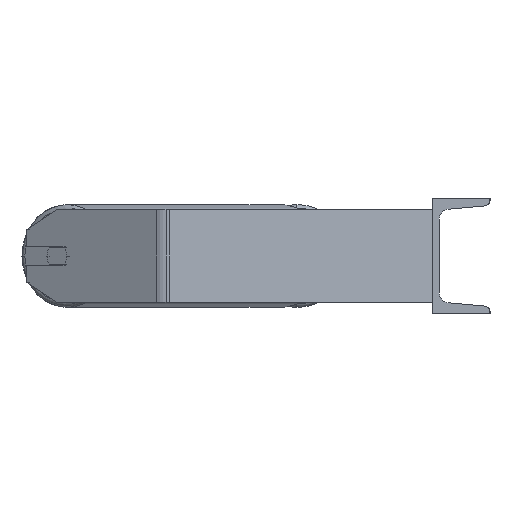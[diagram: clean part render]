
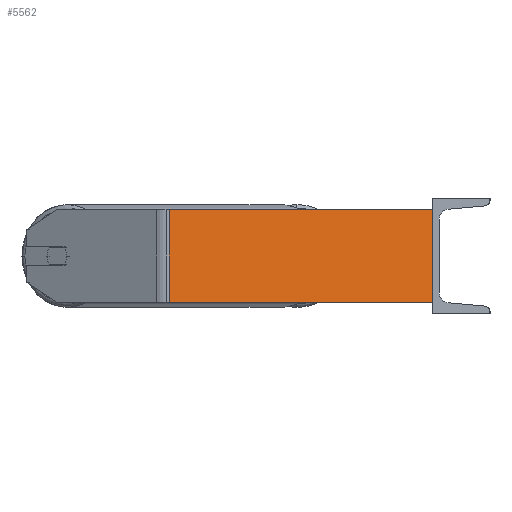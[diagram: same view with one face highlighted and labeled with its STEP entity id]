
A CAD part, left-side view. The second image highlights one B-rep face of the part: STEP entity #5562.
In plain terms, the highlighted planar face has unit normal (-0.985, -0.174, 0).
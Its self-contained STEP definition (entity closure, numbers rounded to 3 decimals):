
#10 = DIRECTION ( 'NONE',  ( -0.174, 0.985, 0. ) ) ;
#347 = CARTESIAN_POINT ( 'NONE',  ( -585., 0., 40. ) ) ;
#692 = CARTESIAN_POINT ( 'NONE',  ( -585., 0., -40. ) ) ;
#874 = ORIENTED_EDGE ( 'NONE', *, *, #2376, .T. ) ;
#892 = LINE ( 'NONE', #3680, #2680 ) ;
#959 = CARTESIAN_POINT ( 'NONE',  ( -625.116, 227.511, -40. ) ) ;
#1320 = DIRECTION ( 'NONE',  ( 0.985, 0.174, 0. ) ) ;
#1685 = VECTOR ( 'NONE', #2115, 1000. ) ;
#1933 = CARTESIAN_POINT ( 'NONE',  ( -626.128, 233.246, -40. ) ) ;
#1960 = CARTESIAN_POINT ( 'NONE',  ( -626.128, 233.246, 40. ) ) ;
#2115 = DIRECTION ( 'NONE',  ( 0., 0., -1. ) ) ;
#2376 = EDGE_CURVE ( 'NONE', #3322, #4245, #8479, .T. ) ;
#2680 = VECTOR ( 'NONE', #5679, 1000. ) ;
#2716 = CARTESIAN_POINT ( 'NONE',  ( -625.116, 227.511, 40. ) ) ;
#3078 = VERTEX_POINT ( 'NONE', #692 ) ;
#3322 = VERTEX_POINT ( 'NONE', #3972 ) ;
#3408 = DIRECTION ( 'NONE',  ( 0.174, -0.985, 0. ) ) ;
#3566 = EDGE_CURVE ( 'NONE', #4245, #3078, #9011, .T. ) ;
#3680 = CARTESIAN_POINT ( 'NONE',  ( -626.128, 233.246, 40. ) ) ;
#3972 = CARTESIAN_POINT ( 'NONE',  ( -625.116, 227.511, 40. ) ) ;
#4245 = VERTEX_POINT ( 'NONE', #959 ) ;
#4705 = VECTOR ( 'NONE', #7006, 1000. ) ;
#5026 = LINE ( 'NONE', #6363, #4705 ) ;
#5029 = EDGE_LOOP ( 'NONE', ( #7079, #6768, #9043, #874 ) ) ;
#5122 = EDGE_CURVE ( 'NONE', #8161, #3078, #5026, .T. ) ;
#5424 = AXIS2_PLACEMENT_3D ( 'NONE', #1960, #1320, #10 ) ;
#5562 = ADVANCED_FACE ( 'NONE', ( #7048 ), #7607, .F. ) ;
#5679 = DIRECTION ( 'NONE',  ( 0.174, -0.985, 0. ) ) ;
#6363 = CARTESIAN_POINT ( 'NONE',  ( -585., 0., 40. ) ) ;
#6768 = ORIENTED_EDGE ( 'NONE', *, *, #5122, .F. ) ;
#7006 = DIRECTION ( 'NONE',  ( 0., 0., -1. ) ) ;
#7048 = FACE_OUTER_BOUND ( 'NONE', #5029, .T. ) ;
#7079 = ORIENTED_EDGE ( 'NONE', *, *, #3566, .T. ) ;
#7607 = PLANE ( 'NONE',  #5424 ) ;
#8161 = VERTEX_POINT ( 'NONE', #347 ) ;
#8479 = LINE ( 'NONE', #2716, #1685 ) ;
#9011 = LINE ( 'NONE', #1933, #9072 ) ;
#9043 = ORIENTED_EDGE ( 'NONE', *, *, #9127, .F. ) ;
#9072 = VECTOR ( 'NONE', #3408, 1000. ) ;
#9127 = EDGE_CURVE ( 'NONE', #3322, #8161, #892, .T. ) ;
